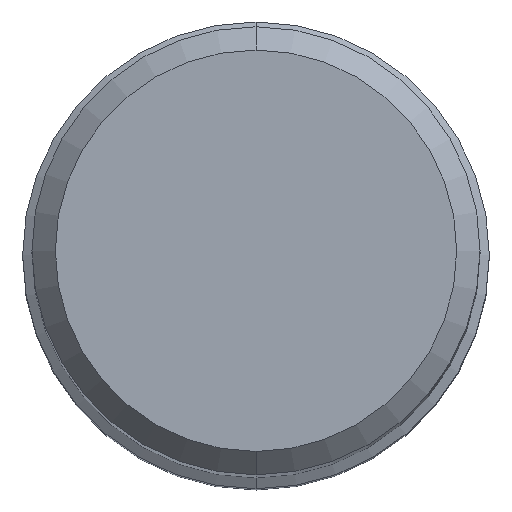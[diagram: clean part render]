
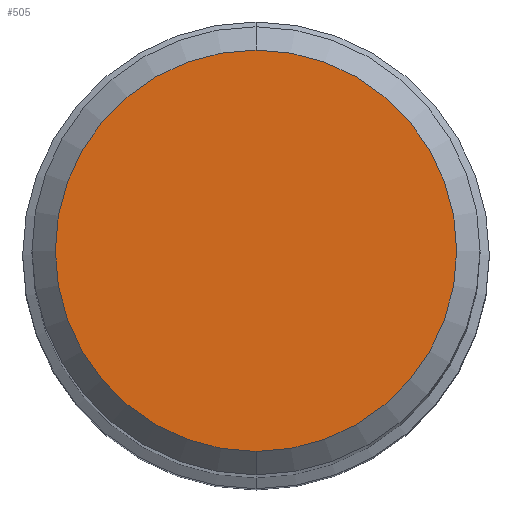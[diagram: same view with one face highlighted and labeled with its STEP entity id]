
A CAD part, top view. The second image highlights one B-rep face of the part: STEP entity #505.
In plain terms, the highlighted planar face has unit normal (0, 0, 1).
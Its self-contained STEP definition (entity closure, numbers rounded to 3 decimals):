
#333=EDGE_CURVE('',#565,#407,#732,.T.);
#403=EDGE_CURVE('',#407,#565,#809,.T.);
#407=VERTEX_POINT('',#813);
#505=ADVANCED_FACE('',(#923),#924,.T.);
#565=VERTEX_POINT('',#992);
#732=CIRCLE('',#1233,4.3);
#809=CIRCLE('',#1374,4.3);
#813=CARTESIAN_POINT('',(0.,-4.3,0.));
#923=FACE_OUTER_BOUND('',#1593,.T.);
#924=PLANE('',#1594);
#992=CARTESIAN_POINT('',(0.0,4.3,0.));
#1233=AXIS2_PLACEMENT_3D('',#1953,#1954,#1955);
#1374=AXIS2_PLACEMENT_3D('',#2048,#2049,#2050);
#1593=EDGE_LOOP('',(#2188,#2189));
#1594=AXIS2_PLACEMENT_3D('',#2190,#2191,#2192);
#1953=CARTESIAN_POINT('',(0.0,0.0,0.));
#1954=DIRECTION('',(0.0,0.0,-1.0));
#1955=DIRECTION('',(0.0,1.0,0.0));
#2048=CARTESIAN_POINT('',(0.0,0.0,0.));
#2049=DIRECTION('',(0.0,0.0,-1.0));
#2050=DIRECTION('',(0.0,1.0,0.0));
#2188=ORIENTED_EDGE('',*,*,#333,.F.);
#2189=ORIENTED_EDGE('',*,*,#403,.F.);
#2190=CARTESIAN_POINT('',(0.0,2.15,0.));
#2191=DIRECTION('',(-0.0,0.0,1.0));
#2192=DIRECTION('',(0.0,-1.0,0.0));
